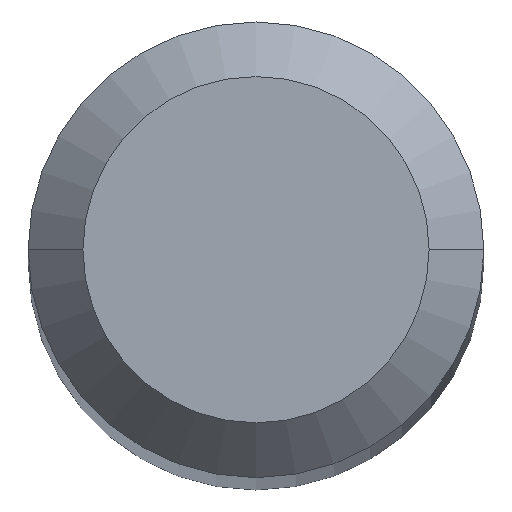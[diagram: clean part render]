
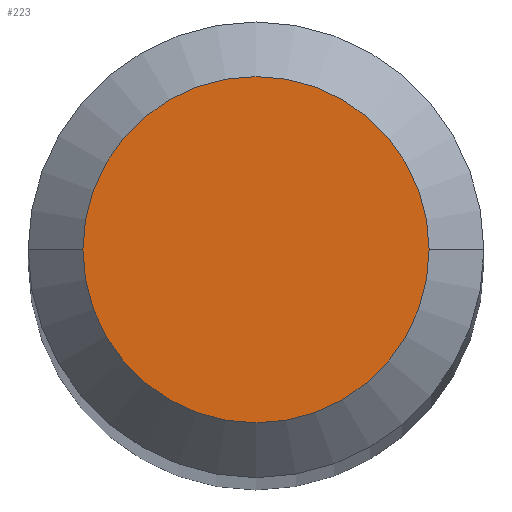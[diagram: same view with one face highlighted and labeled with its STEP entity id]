
A CAD part, top view. The second image highlights one B-rep face of the part: STEP entity #223.
In plain terms, the highlighted planar face has unit normal (0, 0, 1).
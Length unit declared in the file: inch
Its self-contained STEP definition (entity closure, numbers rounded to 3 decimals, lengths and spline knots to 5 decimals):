
#20 = CARTESIAN_POINT ( 'NONE',  ( -0.0475, 0., 0. ) ) ;
#23 = DIRECTION ( 'NONE',  ( 0., 0., -1. ) ) ;
#62 = CARTESIAN_POINT ( 'NONE',  ( 0.0475, 0., 0. ) ) ;
#72 = EDGE_CURVE ( 'NONE', #455, #390, #219, .T. ) ;
#125 = CARTESIAN_POINT ( 'NONE',  ( 0., 0.0475, 0. ) ) ;
#128 = ORIENTED_EDGE ( 'NONE', *, *, #72, .T. ) ;
#131 = DIRECTION ( 'NONE',  ( -1., 0., 0. ) ) ;
#139 = ORIENTED_EDGE ( 'NONE', *, *, #344, .T. ) ;
#143 = DIRECTION ( 'NONE',  ( 0., 0., 1. ) ) ;
#180 = EDGE_LOOP ( 'NONE', ( #139, #128 ) ) ;
#209 = DIRECTION ( 'NONE',  ( 1., 0., 0. ) ) ;
#219 = CIRCLE ( 'NONE', #274, 0.0475 ) ;
#223 = ADVANCED_FACE ( 'NONE', ( #415 ), #228, .F. ) ;
#228 = PLANE ( 'NONE',  #229 ) ;
#229 = AXIS2_PLACEMENT_3D ( 'NONE', #125, #23, #131 ) ;
#253 = CIRCLE ( 'NONE', #359, 0.0475 ) ;
#274 = AXIS2_PLACEMENT_3D ( 'NONE', #463, #143, #209 ) ;
#313 = DIRECTION ( 'NONE',  ( 0., 0., 1. ) ) ;
#344 = EDGE_CURVE ( 'NONE', #390, #455, #253, .T. ) ;
#355 = CARTESIAN_POINT ( 'NONE',  ( 0., 0., 0. ) ) ;
#359 = AXIS2_PLACEMENT_3D ( 'NONE', #355, #313, #456 ) ;
#390 = VERTEX_POINT ( 'NONE', #20 ) ;
#415 = FACE_OUTER_BOUND ( 'NONE', #180, .T. ) ;
#455 = VERTEX_POINT ( 'NONE', #62 ) ;
#456 = DIRECTION ( 'NONE',  ( 1., 0., 0. ) ) ;
#463 = CARTESIAN_POINT ( 'NONE',  ( 0., 0., 0. ) ) ;
